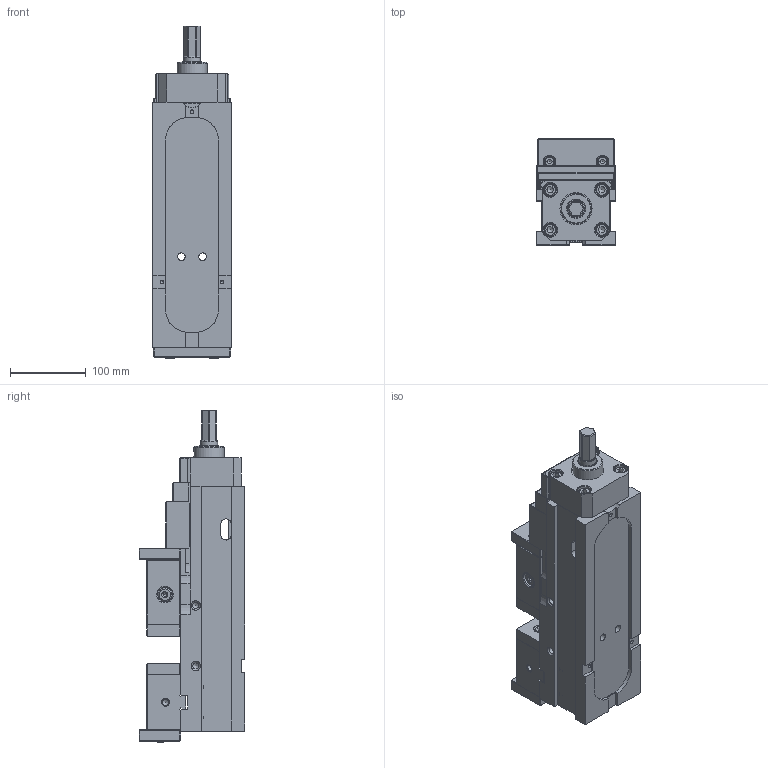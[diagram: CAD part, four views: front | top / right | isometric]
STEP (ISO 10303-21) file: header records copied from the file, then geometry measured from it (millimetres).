
FILE_DESCRIPTION(/* description */ (''),/* implementation_level */ '2;1');
FILE_NAME(/* name */ '3AVL-100.stp',/* time_stamp */ '2015-09-16T08:24:22+08:00',/* author */ ('user'),/* organization */ (''),/* preprocessor_version */ 'ST-DEVELOPER v15.2',/* originating_system */ 'Autodesk Inventor 2014',/* authorisation */ '');
FILE_SCHEMA (('AUTOMOTIVE_DESIGN { 1 0 10303 214 3 1 1 }'));
Length unit declared in the file: millimetre
Products named in the file (25): AVQ4101-本座; AVQ4302; AVQ4301-活動顎; AVQ4303-作動桿; AVQ4401(內鉗口)-01; ANSI B18.3.1M - M10x1.5 x 55(2); ANSI B18.3.1M - M10x1.5 x 65(2); AVQ4402-前外側鉗口; 3AVL5201-05; 3AVL410301; ANSI_AFBMA 24.1 TA - 25TA11  25 x 42 x 11; AVC5220; AT803-螺母; JIS B 1176 - M8 x 16; AVQ4403-後外側鉗口; JIS B 1177 扁圓端 - M8 x 8; JIS B 1176 - M8 x 20; JIS B 1176 - M10 x 40; AVQ4A02-外防塵蓋之二; AVQ4A03-外防塵蓋之三; AVQ4A01-外防塵蓋之一; AVQ6A08-銅墊片之一; AVQ6A09-銅墊片之二; ANSI B18.6.7M - M4x0.7 x 6(5); AVL-100
Bounding box: 104 x 140 x 438.9 mm (x, y, z)
Volume: 2668319.8 mm3; surface area: 524213.3 mm2
Topology: 54 solids, 54 shells, 1351 faces, 3216 edges, 1992 vertices
Faces by surface type: plane 782, cone 241, cylinder 208, torus 95, sphere 24, bspline 1
Full cylindrical faces by diameter (mm): 3.242 x6, 4 x7, 4.5 x6, 4.917 x5, 6 x2, 6.1 x2, 6.401 x1, 6.5 x1, 6.647 x9, 8 x15, 8.376 x15, 9 x8, 10 x10, 11 x6, 11.5 x4, 13 x8, 14 x12, 16 x8, 17 x4, 17.5 x4, 18 x1, 20 x1, 21.5 x2, 22.5 x1, 23.5 x1, 25 x4, 25.05 x1, 26 x1, 40 x1, 42 x3
Entity records: 25847 total; most frequent: CARTESIAN_POINT 4915, DIRECTION 4328, ORIENTED_EDGE 3822, EDGE_CURVE 1887, AXIS2_PLACEMENT_3D 1547, EDGE_LOOP 1305, VERTEX_POINT 1302, LINE 1234
